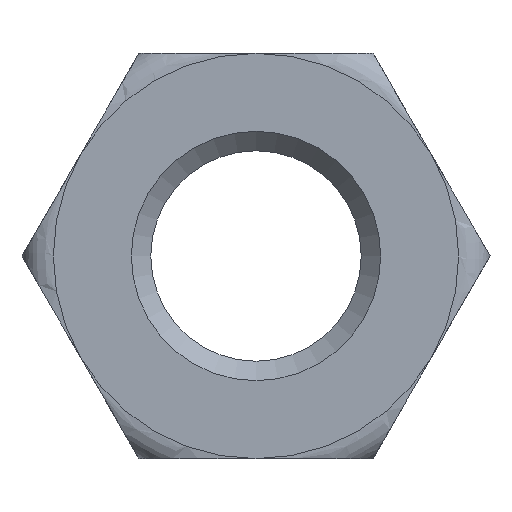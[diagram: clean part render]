
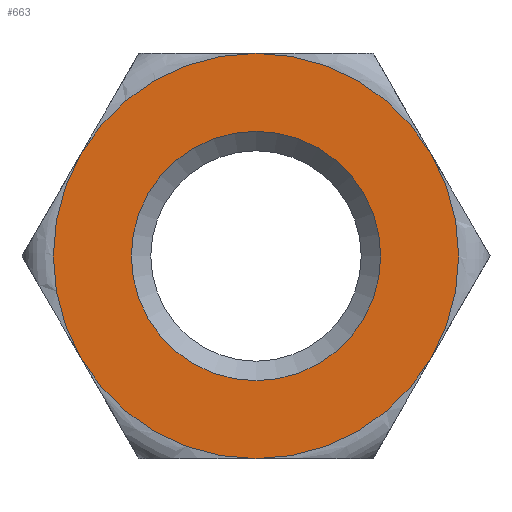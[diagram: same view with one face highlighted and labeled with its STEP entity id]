
A CAD part, front view. The second image highlights one B-rep face of the part: STEP entity #663.
In plain terms, the highlighted planar face has unit normal (0, -1, 0).
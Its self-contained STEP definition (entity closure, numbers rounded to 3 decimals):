
#6 = DIRECTION ( 'NONE',  ( 0., 1., 0. ) ) ;
#13 = VERTEX_POINT ( 'NONE', #913 ) ;
#15 = VERTEX_POINT ( 'NONE', #104 ) ;
#26 = ORIENTED_EDGE ( 'NONE', *, *, #295, .F. ) ;
#35 = ORIENTED_EDGE ( 'NONE', *, *, #944, .F. ) ;
#38 = ORIENTED_EDGE ( 'NONE', *, *, #392, .F. ) ;
#48 = VERTEX_POINT ( 'NONE', #141 ) ;
#66 = DIRECTION ( 'NONE',  ( 1., 0., 0. ) ) ;
#72 = AXIS2_PLACEMENT_3D ( 'NONE', #792, #249, #562 ) ;
#101 = DIRECTION ( 'NONE',  ( 0., 1., 0. ) ) ;
#104 = CARTESIAN_POINT ( 'NONE',  ( 0., -3.25, 4. ) ) ;
#116 = ORIENTED_EDGE ( 'NONE', *, *, #717, .T. ) ;
#121 = EDGE_CURVE ( 'NONE', #13, #716, #521, .T. ) ;
#126 = EDGE_CURVE ( 'NONE', #716, #812, #883, .T. ) ;
#139 = CIRCLE ( 'NONE', #393, 6.5 ) ;
#141 = CARTESIAN_POINT ( 'NONE',  ( 5.629, -3.25, 3.25 ) ) ;
#175 = DIRECTION ( 'NONE',  ( 0., 1., 0. ) ) ;
#177 = ORIENTED_EDGE ( 'NONE', *, *, #599, .F. ) ;
#180 = EDGE_LOOP ( 'NONE', ( #116 ) ) ;
#205 = CARTESIAN_POINT ( 'NONE',  ( 0., -3.25, 0. ) ) ;
#238 = CARTESIAN_POINT ( 'NONE',  ( 0., -3.25, 0. ) ) ;
#243 = DIRECTION ( 'NONE',  ( 1., 0., 0. ) ) ;
#246 = CIRCLE ( 'NONE', #764, 4. ) ;
#249 = DIRECTION ( 'NONE',  ( 0., 1., 0. ) ) ;
#266 = CIRCLE ( 'NONE', #930, 6.5 ) ;
#274 = CARTESIAN_POINT ( 'NONE',  ( 0., -3.25, 0. ) ) ;
#295 = EDGE_CURVE ( 'NONE', #559, #949, #472, .T. ) ;
#315 = DIRECTION ( 'NONE',  ( 0., 0., 1. ) ) ;
#381 = DIRECTION ( 'NONE',  ( 1., 0., 0. ) ) ;
#386 = FACE_BOUND ( 'NONE', #180, .T. ) ;
#392 = EDGE_CURVE ( 'NONE', #949, #13, #560, .T. ) ;
#393 = AXIS2_PLACEMENT_3D ( 'NONE', #793, #101, #381 ) ;
#401 = CARTESIAN_POINT ( 'NONE',  ( 0., -3.25, -6.5 ) ) ;
#458 = CARTESIAN_POINT ( 'NONE',  ( 0., -3.25, 6.5 ) ) ;
#472 = CIRCLE ( 'NONE', #574, 6.5 ) ;
#497 = CARTESIAN_POINT ( 'NONE',  ( 5.629, -3.25, -3.25 ) ) ;
#513 = DIRECTION ( 'NONE',  ( 1., 0., 0. ) ) ;
#521 = CIRCLE ( 'NONE', #701, 6.5 ) ;
#535 = CARTESIAN_POINT ( 'NONE',  ( 0., -3.25, 0. ) ) ;
#541 = DIRECTION ( 'NONE',  ( 0., 1., 0. ) ) ;
#559 = VERTEX_POINT ( 'NONE', #497 ) ;
#560 = CIRCLE ( 'NONE', #799, 6.5 ) ;
#562 = DIRECTION ( 'NONE',  ( -1., 0., 0. ) ) ;
#574 = AXIS2_PLACEMENT_3D ( 'NONE', #274, #811, #880 ) ;
#591 = AXIS2_PLACEMENT_3D ( 'NONE', #535, #6, #315 ) ;
#599 = EDGE_CURVE ( 'NONE', #812, #48, #266, .T. ) ;
#663 = ADVANCED_FACE ( 'NONE', ( #386, #697 ), #863, .F. ) ;
#697 = FACE_OUTER_BOUND ( 'NONE', #721, .T. ) ;
#701 = AXIS2_PLACEMENT_3D ( 'NONE', #238, #175, #243 ) ;
#716 = VERTEX_POINT ( 'NONE', #998 ) ;
#717 = EDGE_CURVE ( 'NONE', #15, #15, #246, .T. ) ;
#721 = EDGE_LOOP ( 'NONE', ( #26, #35, #177, #964, #775, #38 ) ) ;
#764 = AXIS2_PLACEMENT_3D ( 'NONE', #922, #541, #850 ) ;
#775 = ORIENTED_EDGE ( 'NONE', *, *, #121, .F. ) ;
#792 = CARTESIAN_POINT ( 'NONE',  ( 0., -3.25, 0. ) ) ;
#793 = CARTESIAN_POINT ( 'NONE',  ( 0., -3.25, 0. ) ) ;
#799 = AXIS2_PLACEMENT_3D ( 'NONE', #205, #986, #66 ) ;
#811 = DIRECTION ( 'NONE',  ( 0., 1., 0. ) ) ;
#812 = VERTEX_POINT ( 'NONE', #458 ) ;
#850 = DIRECTION ( 'NONE',  ( 0., 0., 1. ) ) ;
#863 = PLANE ( 'NONE',  #591 ) ;
#880 = DIRECTION ( 'NONE',  ( 1., 0., 0. ) ) ;
#883 = CIRCLE ( 'NONE', #72, 6.5 ) ;
#909 = CARTESIAN_POINT ( 'NONE',  ( 0., -3.25, 0. ) ) ;
#913 = CARTESIAN_POINT ( 'NONE',  ( -5.629, -3.25, -3.25 ) ) ;
#922 = CARTESIAN_POINT ( 'NONE',  ( 0., -3.25, 0. ) ) ;
#930 = AXIS2_PLACEMENT_3D ( 'NONE', #909, #993, #513 ) ;
#944 = EDGE_CURVE ( 'NONE', #48, #559, #139, .T. ) ;
#949 = VERTEX_POINT ( 'NONE', #401 ) ;
#964 = ORIENTED_EDGE ( 'NONE', *, *, #126, .F. ) ;
#986 = DIRECTION ( 'NONE',  ( 0., 1., 0. ) ) ;
#993 = DIRECTION ( 'NONE',  ( 0., 1., 0. ) ) ;
#998 = CARTESIAN_POINT ( 'NONE',  ( -5.629, -3.25, 3.25 ) ) ;
